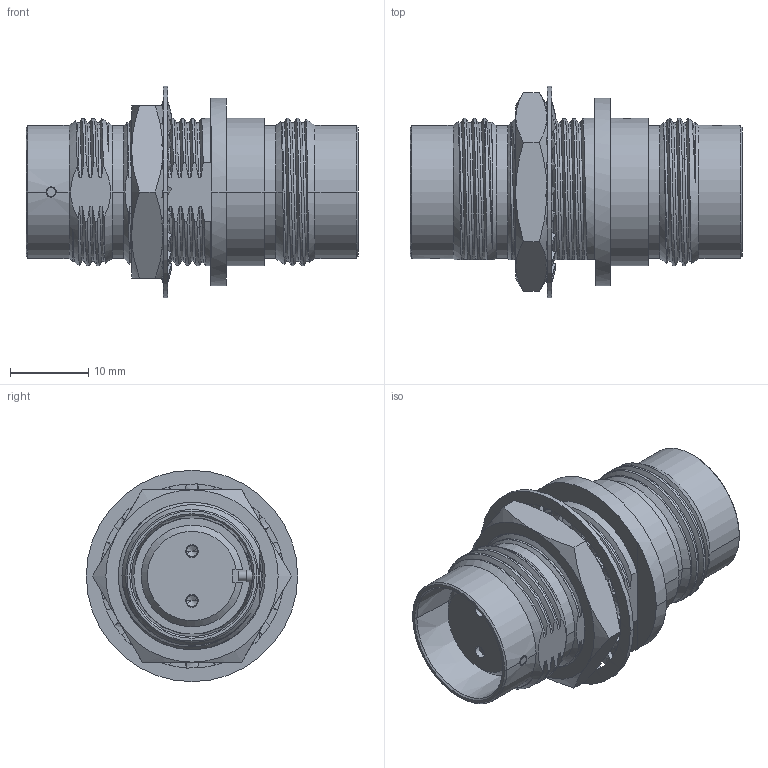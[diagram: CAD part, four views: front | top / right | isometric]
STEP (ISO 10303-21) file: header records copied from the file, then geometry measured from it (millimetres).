
FILE_DESCRIPTION((''),'2;1');
FILE_NAME('7925-RFX','2020-08-25T17:24:16',('Viji'),(''),'CREO PARAMETRIC BY PTC INC, 2019444','CREO PARAMETRIC BY PTC INC, 2019444','');
FILE_SCHEMA(('CONFIG_CONTROL_DESIGN'));
Length unit declared in the file: millimetre
Products named in the file (1): 7925-RFX
Bounding box: 42.4 x 27 x 27 mm (x, y, z)
Volume: 9550.1 mm3; surface area: 6624 mm2
Topology: 1 solids, 1 shells, 475 faces, 1435 edges, 930 vertices
Faces by surface type: bspline 158, cylinder 119, plane 118, cone 80
Entity records: 35479 total; most frequent: CARTESIAN_POINT 23723, ORIENTED_EDGE 2846, DIRECTION 1887, EDGE_CURVE 1423, VERTEX_POINT 930, AXIS2_PLACEMENT_3D 642, VECTOR 603, LINE 603
